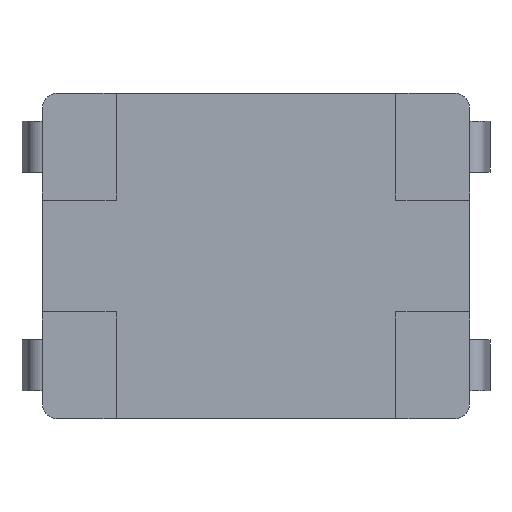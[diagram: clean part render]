
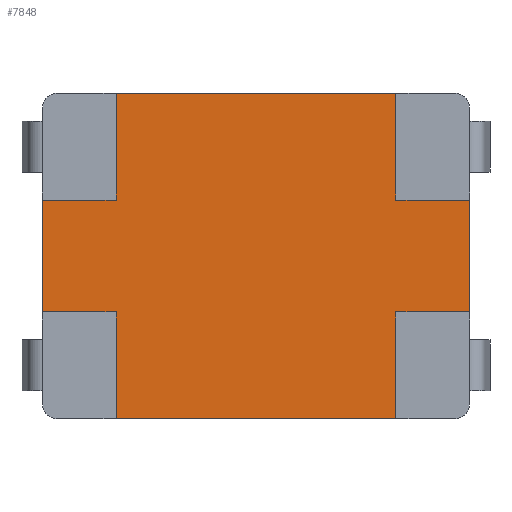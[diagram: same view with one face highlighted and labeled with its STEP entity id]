
A CAD part, front view. The second image highlights one B-rep face of the part: STEP entity #7848.
In plain terms, the highlighted planar face has unit normal (0, -1, 0).
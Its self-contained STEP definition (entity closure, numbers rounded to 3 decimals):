
#16 = EDGE_CURVE ( 'NONE', #2236, #3347, #4698, .T. ) ;
#44 = AXIS2_PLACEMENT_3D ( 'NONE', #3169, #4685, #6354 ) ;
#166 = VECTOR ( 'NONE', #5357, 1000. ) ;
#349 = VERTEX_POINT ( 'NONE', #2698 ) ;
#416 = VECTOR ( 'NONE', #5663, 1000. ) ;
#615 = VERTEX_POINT ( 'NONE', #6130 ) ;
#712 = VERTEX_POINT ( 'NONE', #9710 ) ;
#737 = EDGE_LOOP ( 'NONE', ( #4169, #1012, #2123, #1583, #2775, #2722, #2470, #3703, #7275, #1511, #4317, #6449 ) ) ;
#889 = VECTOR ( 'NONE', #5270, 1000. ) ;
#1001 = VECTOR ( 'NONE', #9600, 1000. ) ;
#1012 = ORIENTED_EDGE ( 'NONE', *, *, #4801, .F. ) ;
#1274 = VECTOR ( 'NONE', #2301, 1000. ) ;
#1295 = LINE ( 'NONE', #3913, #9424 ) ;
#1511 = ORIENTED_EDGE ( 'NONE', *, *, #16, .F. ) ;
#1583 = ORIENTED_EDGE ( 'NONE', *, *, #7824, .F. ) ;
#1728 = VECTOR ( 'NONE', #9889, 1000. ) ;
#2123 = ORIENTED_EDGE ( 'NONE', *, *, #2608, .F. ) ;
#2153 = DIRECTION ( 'NONE',  ( -1., 0., 0. ) ) ;
#2236 = VERTEX_POINT ( 'NONE', #8635 ) ;
#2258 = CARTESIAN_POINT ( 'NONE',  ( -1.375, -0.762, -0.55 ) ) ;
#2277 = EDGE_CURVE ( 'NONE', #4526, #5813, #3088, .T. ) ;
#2301 = DIRECTION ( 'NONE',  ( 1., 0., 0. ) ) ;
#2319 = EDGE_CURVE ( 'NONE', #6080, #6262, #8970, .T. ) ;
#2470 = ORIENTED_EDGE ( 'NONE', *, *, #2883, .F. ) ;
#2523 = CARTESIAN_POINT ( 'NONE',  ( -2.1, -0.762, -1.45 ) ) ;
#2608 = EDGE_CURVE ( 'NONE', #615, #712, #8083, .T. ) ;
#2698 = CARTESIAN_POINT ( 'NONE',  ( 1.375, -0.762, -0.55 ) ) ;
#2699 = CARTESIAN_POINT ( 'NONE',  ( 2.1, -0.762, -1.45 ) ) ;
#2722 = ORIENTED_EDGE ( 'NONE', *, *, #2277, .F. ) ;
#2755 = EDGE_CURVE ( 'NONE', #9461, #2937, #7096, .T. ) ;
#2775 = ORIENTED_EDGE ( 'NONE', *, *, #7943, .F. ) ;
#2883 = EDGE_CURVE ( 'NONE', #2937, #4526, #4878, .T. ) ;
#2937 = VERTEX_POINT ( 'NONE', #6977 ) ;
#3088 = LINE ( 'NONE', #8905, #1001 ) ;
#3169 = CARTESIAN_POINT ( 'NONE',  ( -1.95, -0.762, 1.45 ) ) ;
#3347 = VERTEX_POINT ( 'NONE', #8639 ) ;
#3462 = CARTESIAN_POINT ( 'NONE',  ( 2.1, -0.762, -0.55 ) ) ;
#3588 = DIRECTION ( 'NONE',  ( 0., 0., -1. ) ) ;
#3703 = ORIENTED_EDGE ( 'NONE', *, *, #2755, .F. ) ;
#3812 = VECTOR ( 'NONE', #4498, 1000. ) ;
#3913 = CARTESIAN_POINT ( 'NONE',  ( -1.375, -0.762, 1.6 ) ) ;
#4169 = ORIENTED_EDGE ( 'NONE', *, *, #2319, .F. ) ;
#4243 = FACE_OUTER_BOUND ( 'NONE', #737, .T. ) ;
#4286 = DIRECTION ( 'NONE',  ( 0., 0., -1. ) ) ;
#4317 = ORIENTED_EDGE ( 'NONE', *, *, #9383, .F. ) ;
#4483 = CARTESIAN_POINT ( 'NONE',  ( -1.95, -0.762, -1.6 ) ) ;
#4498 = DIRECTION ( 'NONE',  ( 0., 0., 1. ) ) ;
#4526 = VERTEX_POINT ( 'NONE', #9292 ) ;
#4633 = VECTOR ( 'NONE', #2153, 1000. ) ;
#4685 = DIRECTION ( 'NONE',  ( 0., 1., 0. ) ) ;
#4698 = LINE ( 'NONE', #4483, #889 ) ;
#4704 = VERTEX_POINT ( 'NONE', #10058 ) ;
#4722 = DIRECTION ( 'NONE',  ( 0., 0., 1. ) ) ;
#4746 = CARTESIAN_POINT ( 'NONE',  ( 2.1, -0.762, 0.55 ) ) ;
#4801 = EDGE_CURVE ( 'NONE', #712, #6080, #6453, .T. ) ;
#4878 = LINE ( 'NONE', #2523, #416 ) ;
#5232 = CARTESIAN_POINT ( 'NONE',  ( 1.375, -0.762, 1.6 ) ) ;
#5240 = DIRECTION ( 'NONE',  ( 0., 0., -1. ) ) ;
#5270 = DIRECTION ( 'NONE',  ( -1., 0., 0. ) ) ;
#5357 = DIRECTION ( 'NONE',  ( 1., 0., 0. ) ) ;
#5566 = VECTOR ( 'NONE', #4286, 1000. ) ;
#5663 = DIRECTION ( 'NONE',  ( 0., 0., 1. ) ) ;
#5750 = VECTOR ( 'NONE', #3588, 1000. ) ;
#5806 = LINE ( 'NONE', #9265, #8976 ) ;
#5813 = VERTEX_POINT ( 'NONE', #9970 ) ;
#6080 = VERTEX_POINT ( 'NONE', #4746 ) ;
#6130 = CARTESIAN_POINT ( 'NONE',  ( 1.375, -0.762, 1.6 ) ) ;
#6262 = VERTEX_POINT ( 'NONE', #3462 ) ;
#6354 = DIRECTION ( 'NONE',  ( 0., 0., 1. ) ) ;
#6449 = ORIENTED_EDGE ( 'NONE', *, *, #9699, .F. ) ;
#6453 = LINE ( 'NONE', #7016, #1274 ) ;
#6639 = LINE ( 'NONE', #8528, #3812 ) ;
#6977 = CARTESIAN_POINT ( 'NONE',  ( -2.1, -0.762, -0.55 ) ) ;
#7016 = CARTESIAN_POINT ( 'NONE',  ( 1.375, -0.762, 0.55 ) ) ;
#7096 = LINE ( 'NONE', #2258, #4633 ) ;
#7137 = LINE ( 'NONE', #9065, #1728 ) ;
#7275 = ORIENTED_EDGE ( 'NONE', *, *, #9835, .F. ) ;
#7639 = PLANE ( 'NONE',  #44 ) ;
#7824 = EDGE_CURVE ( 'NONE', #4704, #615, #9552, .T. ) ;
#7848 = ADVANCED_FACE ( 'NONE', ( #4243 ), #7639, .F. ) ;
#7943 = EDGE_CURVE ( 'NONE', #5813, #4704, #1295, .T. ) ;
#8083 = LINE ( 'NONE', #5232, #5750 ) ;
#8528 = CARTESIAN_POINT ( 'NONE',  ( -1.375, -0.762, -1.6 ) ) ;
#8600 = CARTESIAN_POINT ( 'NONE',  ( -1.375, -0.762, -0.55 ) ) ;
#8635 = CARTESIAN_POINT ( 'NONE',  ( 1.375, -0.762, -1.6 ) ) ;
#8639 = CARTESIAN_POINT ( 'NONE',  ( -1.375, -0.762, -1.6 ) ) ;
#8905 = CARTESIAN_POINT ( 'NONE',  ( -1.375, -0.762, 0.55 ) ) ;
#8970 = LINE ( 'NONE', #2699, #5566 ) ;
#8976 = VECTOR ( 'NONE', #5240, 1000. ) ;
#9065 = CARTESIAN_POINT ( 'NONE',  ( 1.375, -0.762, -0.55 ) ) ;
#9265 = CARTESIAN_POINT ( 'NONE',  ( 1.375, -0.762, -1.6 ) ) ;
#9292 = CARTESIAN_POINT ( 'NONE',  ( -2.1, -0.762, 0.55 ) ) ;
#9383 = EDGE_CURVE ( 'NONE', #349, #2236, #5806, .T. ) ;
#9424 = VECTOR ( 'NONE', #4722, 1000. ) ;
#9461 = VERTEX_POINT ( 'NONE', #8600 ) ;
#9552 = LINE ( 'NONE', #10164, #166 ) ;
#9600 = DIRECTION ( 'NONE',  ( 1., 0., 0. ) ) ;
#9699 = EDGE_CURVE ( 'NONE', #6262, #349, #7137, .T. ) ;
#9710 = CARTESIAN_POINT ( 'NONE',  ( 1.375, -0.762, 0.55 ) ) ;
#9835 = EDGE_CURVE ( 'NONE', #3347, #9461, #6639, .T. ) ;
#9889 = DIRECTION ( 'NONE',  ( -1., 0., 0. ) ) ;
#9970 = CARTESIAN_POINT ( 'NONE',  ( -1.375, -0.762, 0.55 ) ) ;
#10058 = CARTESIAN_POINT ( 'NONE',  ( -1.375, -0.762, 1.6 ) ) ;
#10164 = CARTESIAN_POINT ( 'NONE',  ( -1.95, -0.762, 1.6 ) ) ;
